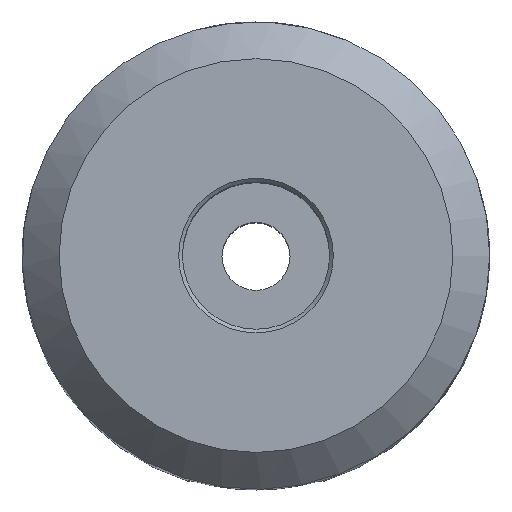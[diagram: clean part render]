
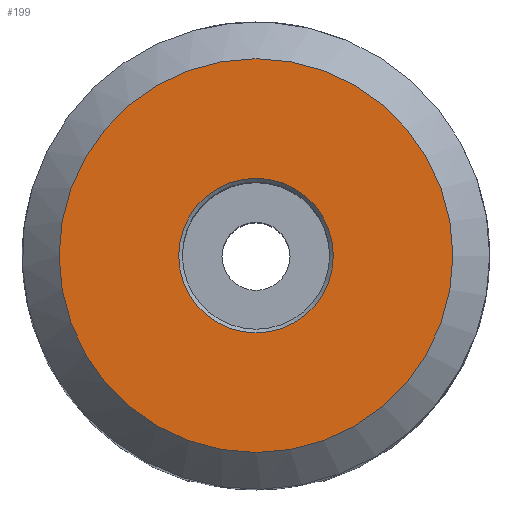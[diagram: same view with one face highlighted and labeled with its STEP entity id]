
A CAD part, top view. The second image highlights one B-rep face of the part: STEP entity #199.
In plain terms, the highlighted planar face has unit normal (0, 0, 1).
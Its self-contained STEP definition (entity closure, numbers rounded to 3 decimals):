
#4 = CARTESIAN_POINT ( 'NONE',  ( 4.2, 0., 60. ) ) ;
#68 = EDGE_CURVE ( 'NONE', #1010, #1010, #394, .T. ) ;
#105 = EDGE_LOOP ( 'NONE', ( #790 ) ) ;
#128 = EDGE_CURVE ( 'NONE', #765, #765, #597, .T. ) ;
#199 = ADVANCED_FACE ( 'NONE', ( #1025, #430 ), #910, .T. ) ;
#307 = DIRECTION ( 'NONE',  ( 1., 0., 0. ) ) ;
#345 = DIRECTION ( 'NONE',  ( 0., 0., -1. ) ) ;
#394 = CIRCLE ( 'NONE', #1040, 4.2 ) ;
#424 = DIRECTION ( 'NONE',  ( 1., 0., 0. ) ) ;
#430 = FACE_OUTER_BOUND ( 'NONE', #105, .T. ) ;
#502 = AXIS2_PLACEMENT_3D ( 'NONE', #569, #996, #424 ) ;
#569 = CARTESIAN_POINT ( 'NONE',  ( 0., 0., 60. ) ) ;
#597 = CIRCLE ( 'NONE', #1094, 10.7 ) ;
#606 = CARTESIAN_POINT ( 'NONE',  ( 0., 0., 60. ) ) ;
#615 = EDGE_LOOP ( 'NONE', ( #971 ) ) ;
#692 = DIRECTION ( 'NONE',  ( 1., 0., 0. ) ) ;
#747 = CARTESIAN_POINT ( 'NONE',  ( 10.7, 0., 60. ) ) ;
#765 = VERTEX_POINT ( 'NONE', #747 ) ;
#777 = DIRECTION ( 'NONE',  ( 0., 0., 1. ) ) ;
#790 = ORIENTED_EDGE ( 'NONE', *, *, #128, .T. ) ;
#858 = CARTESIAN_POINT ( 'NONE',  ( 0., 0., 60. ) ) ;
#910 = PLANE ( 'NONE',  #502 ) ;
#971 = ORIENTED_EDGE ( 'NONE', *, *, #68, .T. ) ;
#996 = DIRECTION ( 'NONE',  ( 0., 0., 1. ) ) ;
#1010 = VERTEX_POINT ( 'NONE', #4 ) ;
#1025 = FACE_BOUND ( 'NONE', #615, .T. ) ;
#1040 = AXIS2_PLACEMENT_3D ( 'NONE', #606, #345, #692 ) ;
#1094 = AXIS2_PLACEMENT_3D ( 'NONE', #858, #777, #307 ) ;
